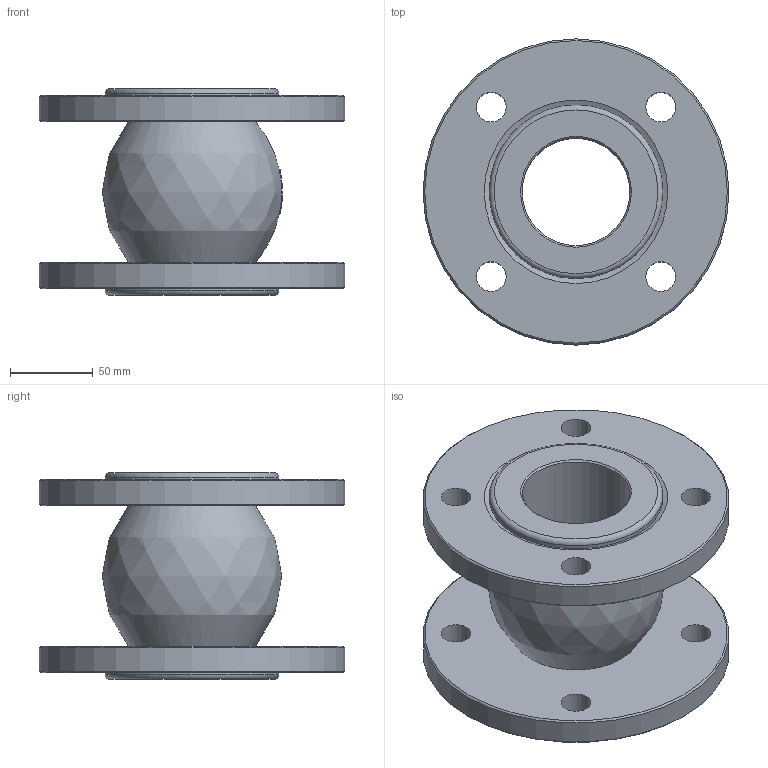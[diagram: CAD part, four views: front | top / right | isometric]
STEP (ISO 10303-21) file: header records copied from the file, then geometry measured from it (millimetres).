
FILE_DESCRIPTION(/* description */ (''),/* implementation_level */ '2;1');
FILE_NAME(/* name */ 'DN65_3D_STEP.stp',/* time_stamp */ '2025-12-22T20:56:49+03:00',/* author */ ('igorr'),/* organization */ (''),/* preprocessor_version */ 'ST-DEVELOPER v20',/* originating_system */ 'Autodesk Inventor 2025',/* authorisation */ '');
FILE_SCHEMA (('AUTOMOTIVE_DESIGN { 1 0 10303 214 3 1 1 }'));
Length unit declared in the file: millimetre
Products named in the file (1): Деталь1
Bounding box: 185 x 185 x 125 mm (x, y, z)
Volume: 1130436.8 mm3; surface area: 168849.2 mm2
Topology: 1 solids, 1 shells, 99 faces, 268 edges, 178 vertices
Faces by surface type: plane 43, bspline 34, cylinder 13, cone 7, torus 2
Full cylindrical faces by diameter (mm): 18 x8, 65 x1, 105 x2, 185 x2
Entity records: 4137 total; most frequent: CARTESIAN_POINT 1557, ORIENTED_EDGE 536, DIRECTION 460, EDGE_CURVE 268, AXIS2_PLACEMENT_3D 190, VERTEX_POINT 178, EDGE_LOOP 124, CIRCLE 124
